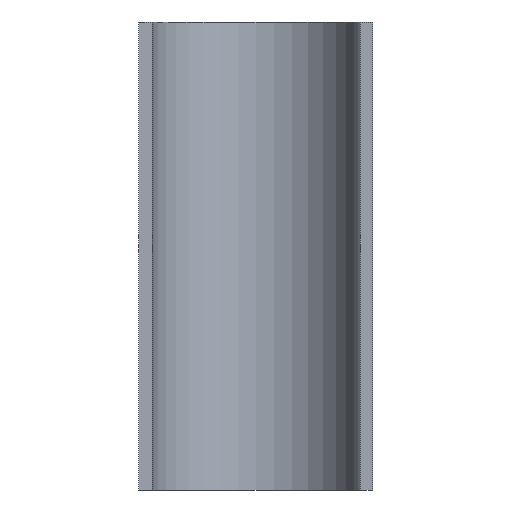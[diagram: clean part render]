
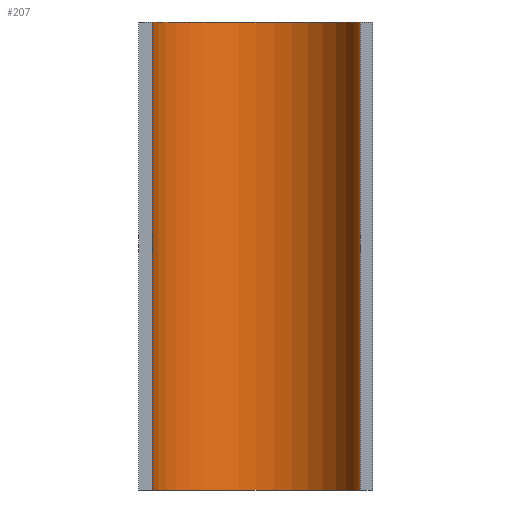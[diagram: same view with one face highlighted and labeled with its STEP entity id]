
A CAD part, front view. The second image highlights one B-rep face of the part: STEP entity #207.
In plain terms, the highlighted cylindrical face has radius 25.4 mm (diameter 50.8 mm), a partial arc.
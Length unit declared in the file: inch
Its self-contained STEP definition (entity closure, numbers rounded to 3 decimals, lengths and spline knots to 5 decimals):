
#14 = CARTESIAN_POINT ( 'NONE',  ( 0., 0., 4.5 ) ) ;
#16 = DIRECTION ( 'NONE',  ( -1., 0., 0. ) ) ;
#31 = CARTESIAN_POINT ( 'NONE',  ( 1., 0., 0. ) ) ;
#33 = CARTESIAN_POINT ( 'NONE',  ( 0., 0., 0. ) ) ;
#37 = CARTESIAN_POINT ( 'NONE',  ( -1., 0., 4.5 ) ) ;
#50 = FACE_OUTER_BOUND ( 'NONE', #174, .T. ) ;
#63 = VECTOR ( 'NONE', #142, 39.37008 ) ;
#64 = ORIENTED_EDGE ( 'NONE', *, *, #164, .F. ) ;
#65 = CARTESIAN_POINT ( 'NONE',  ( -1., 0., 4.5 ) ) ;
#70 = DIRECTION ( 'NONE',  ( 1., 0., 0. ) ) ;
#72 = DIRECTION ( 'NONE',  ( 0., 0., 1. ) ) ;
#77 = EDGE_CURVE ( 'NONE', #197, #152, #136, .T. ) ;
#83 = VERTEX_POINT ( 'NONE', #31 ) ;
#84 = CIRCLE ( 'NONE', #206, 1. ) ;
#86 = CARTESIAN_POINT ( 'NONE',  ( 1., 0., 4.5 ) ) ;
#98 = EDGE_CURVE ( 'NONE', #177, #83, #109, .T. ) ;
#109 = LINE ( 'NONE', #86, #63 ) ;
#115 = CARTESIAN_POINT ( 'NONE',  ( 1., 0., 4.5 ) ) ;
#122 = CIRCLE ( 'NONE', #195, 1. ) ;
#126 = DIRECTION ( 'NONE',  ( 0., 0., 1. ) ) ;
#128 = ORIENTED_EDGE ( 'NONE', *, *, #153, .T. ) ;
#131 = CARTESIAN_POINT ( 'NONE',  ( 0., 0., 4.5 ) ) ;
#133 = DIRECTION ( 'NONE',  ( 0., 0., -1. ) ) ;
#136 = LINE ( 'NONE', #65, #175 ) ;
#142 = DIRECTION ( 'NONE',  ( 0., 0., -1. ) ) ;
#152 = VERTEX_POINT ( 'NONE', #37 ) ;
#153 = EDGE_CURVE ( 'NONE', #177, #152, #84, .T. ) ;
#156 = AXIS2_PLACEMENT_3D ( 'NONE', #131, #133, #16 ) ;
#164 = EDGE_CURVE ( 'NONE', #83, #197, #122, .T. ) ;
#174 = EDGE_LOOP ( 'NONE', ( #178, #128, #233, #64 ) ) ;
#175 = VECTOR ( 'NONE', #126, 39.37008 ) ;
#177 = VERTEX_POINT ( 'NONE', #115 ) ;
#178 = ORIENTED_EDGE ( 'NONE', *, *, #98, .F. ) ;
#195 = AXIS2_PLACEMENT_3D ( 'NONE', #33, #72, #70 ) ;
#197 = VERTEX_POINT ( 'NONE', #221 ) ;
#204 = DIRECTION ( 'NONE',  ( 1., 0., 0. ) ) ;
#206 = AXIS2_PLACEMENT_3D ( 'NONE', #14, #224, #204 ) ;
#207 = ADVANCED_FACE ( 'NONE', ( #50 ), #223, .F. ) ;
#221 = CARTESIAN_POINT ( 'NONE',  ( -1., 0., 0. ) ) ;
#223 = CYLINDRICAL_SURFACE ( 'NONE', #156, 1. ) ;
#224 = DIRECTION ( 'NONE',  ( 0., 0., 1. ) ) ;
#233 = ORIENTED_EDGE ( 'NONE', *, *, #77, .F. ) ;
